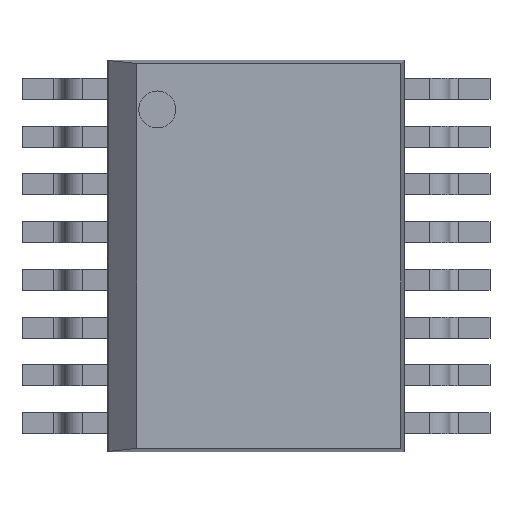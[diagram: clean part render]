
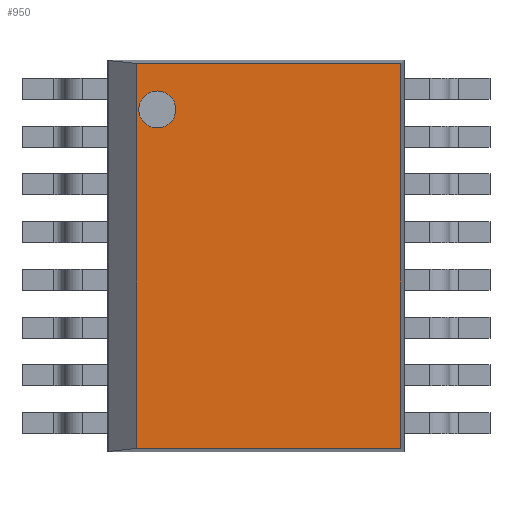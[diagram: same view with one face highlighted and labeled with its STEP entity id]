
A CAD part, top view. The second image highlights one B-rep face of the part: STEP entity #950.
In plain terms, the highlighted planar face has unit normal (0, 0, 1).
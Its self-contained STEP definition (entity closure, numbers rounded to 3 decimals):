
#576 = PLANE('',#577);
#577 = AXIS2_PLACEMENT_3D('',#578,#579,#580);
#578 = CARTESIAN_POINT('',(0.,4.1,0.53));
#579 = DIRECTION('',(0.,0.995,0.105));
#580 = DIRECTION('',(1.,0.,0.));
#629 = PLANE('',#630);
#630 = AXIS2_PLACEMENT_3D('',#631,#632,#633);
#631 = CARTESIAN_POINT('',(0.,0.,0.53));
#632 = DIRECTION('',(0.,0.995,-0.105));
#633 = DIRECTION('',(1.,0.,0.));
#720 = PLANE('',#721);
#721 = AXIS2_PLACEMENT_3D('',#722,#723,#724);
#722 = CARTESIAN_POINT('',(0.3,0.,0.86));
#723 = DIRECTION('',(-0.707,0.,0.707));
#724 = DIRECTION('',(-0.707,0.,-0.707));
#751 = PLANE('',#752);
#752 = AXIS2_PLACEMENT_3D('',#753,#754,#755);
#753 = CARTESIAN_POINT('',(3.1,0.,0.53));
#754 = DIRECTION('',(-0.995,0.,-0.105));
#755 = DIRECTION('',(0.,1.,0.));
#766 = VERTEX_POINT('',#767);
#767 = CARTESIAN_POINT('',(3.065,4.065,0.86));
#789 = VERTEX_POINT('',#790);
#790 = CARTESIAN_POINT('',(0.3,4.065,0.86));
#809 = EDGE_CURVE('',#789,#766,#810,.T.);
#810 = SURFACE_CURVE('',#811,(#815,#821),.PCURVE_S1.);
#811 = LINE('',#812,#813);
#812 = CARTESIAN_POINT('',(0.,4.065,0.86));
#813 = VECTOR('',#814,1.);
#814 = DIRECTION('',(1.,0.,0.));
#815 = PCURVE('',#576,#816);
#816 = DEFINITIONAL_REPRESENTATION('',(#817),#820);
#817 = B_SPLINE_CURVE_WITH_KNOTS('',1,(#818,#819),.UNSPECIFIED.,.F.,.F.,
  (2,2),(0.035,3.065),.PIECEWISE_BEZIER_KNOTS.);
#818 = CARTESIAN_POINT('',(0.035,-0.332));
#819 = CARTESIAN_POINT('',(3.065,-0.332));
#820 = ( GEOMETRIC_REPRESENTATION_CONTEXT(2) 
PARAMETRIC_REPRESENTATION_CONTEXT() REPRESENTATION_CONTEXT('2D SPACE',''
  ) );
#821 = PCURVE('',#822,#827);
#822 = PLANE('',#823);
#823 = AXIS2_PLACEMENT_3D('',#824,#825,#826);
#824 = CARTESIAN_POINT('',(0.,0.,0.86));
#825 = DIRECTION('',(0.,0.,1.));
#826 = DIRECTION('',(1.,0.,-0.));
#827 = DEFINITIONAL_REPRESENTATION('',(#828),#831);
#828 = B_SPLINE_CURVE_WITH_KNOTS('',1,(#829,#830),.UNSPECIFIED.,.F.,.F.,
  (2,2),(0.035,3.065),.PIECEWISE_BEZIER_KNOTS.);
#829 = CARTESIAN_POINT('',(0.035,4.065));
#830 = CARTESIAN_POINT('',(3.065,4.065));
#831 = ( GEOMETRIC_REPRESENTATION_CONTEXT(2) 
PARAMETRIC_REPRESENTATION_CONTEXT() REPRESENTATION_CONTEXT('2D SPACE',''
  ) );
#837 = VERTEX_POINT('',#838);
#838 = CARTESIAN_POINT('',(3.065,0.035,0.86));
#860 = VERTEX_POINT('',#861);
#861 = CARTESIAN_POINT('',(0.3,0.035,0.86));
#880 = EDGE_CURVE('',#860,#837,#881,.T.);
#881 = SURFACE_CURVE('',#882,(#886,#892),.PCURVE_S1.);
#882 = LINE('',#883,#884);
#883 = CARTESIAN_POINT('',(0.,0.035,0.86));
#884 = VECTOR('',#885,1.);
#885 = DIRECTION('',(1.,-0.,0.));
#886 = PCURVE('',#629,#887);
#887 = DEFINITIONAL_REPRESENTATION('',(#888),#891);
#888 = B_SPLINE_CURVE_WITH_KNOTS('',1,(#889,#890),.UNSPECIFIED.,.F.,.F.,
  (2,2),(0.035,3.065),.PIECEWISE_BEZIER_KNOTS.);
#889 = CARTESIAN_POINT('',(0.035,-0.332));
#890 = CARTESIAN_POINT('',(3.065,-0.332));
#891 = ( GEOMETRIC_REPRESENTATION_CONTEXT(2) 
PARAMETRIC_REPRESENTATION_CONTEXT() REPRESENTATION_CONTEXT('2D SPACE',''
  ) );
#892 = PCURVE('',#822,#893);
#893 = DEFINITIONAL_REPRESENTATION('',(#894),#897);
#894 = B_SPLINE_CURVE_WITH_KNOTS('',1,(#895,#896),.UNSPECIFIED.,.F.,.F.,
  (2,2),(0.035,3.065),.PIECEWISE_BEZIER_KNOTS.);
#895 = CARTESIAN_POINT('',(0.035,0.035));
#896 = CARTESIAN_POINT('',(3.065,0.035));
#897 = ( GEOMETRIC_REPRESENTATION_CONTEXT(2) 
PARAMETRIC_REPRESENTATION_CONTEXT() REPRESENTATION_CONTEXT('2D SPACE',''
  ) );
#903 = EDGE_CURVE('',#860,#789,#904,.T.);
#904 = SURFACE_CURVE('',#905,(#909,#916),.PCURVE_S1.);
#905 = LINE('',#906,#907);
#906 = CARTESIAN_POINT('',(0.3,0.,0.86));
#907 = VECTOR('',#908,1.);
#908 = DIRECTION('',(0.,1.,0.));
#909 = PCURVE('',#720,#910);
#910 = DEFINITIONAL_REPRESENTATION('',(#911),#915);
#911 = LINE('',#912,#913);
#912 = CARTESIAN_POINT('',(0.,0.));
#913 = VECTOR('',#914,1.);
#914 = DIRECTION('',(0.,-1.));
#915 = ( GEOMETRIC_REPRESENTATION_CONTEXT(2) 
PARAMETRIC_REPRESENTATION_CONTEXT() REPRESENTATION_CONTEXT('2D SPACE',''
  ) );
#916 = PCURVE('',#822,#917);
#917 = DEFINITIONAL_REPRESENTATION('',(#918),#922);
#918 = LINE('',#919,#920);
#919 = CARTESIAN_POINT('',(0.3,0.));
#920 = VECTOR('',#921,1.);
#921 = DIRECTION('',(0.,1.));
#922 = ( GEOMETRIC_REPRESENTATION_CONTEXT(2) 
PARAMETRIC_REPRESENTATION_CONTEXT() REPRESENTATION_CONTEXT('2D SPACE',''
  ) );
#932 = EDGE_CURVE('',#837,#766,#933,.T.);
#933 = SURFACE_CURVE('',#934,(#938,#944),.PCURVE_S1.);
#934 = LINE('',#935,#936);
#935 = CARTESIAN_POINT('',(3.065,0.,0.86));
#936 = VECTOR('',#937,1.);
#937 = DIRECTION('',(0.,1.,-0.));
#938 = PCURVE('',#751,#939);
#939 = DEFINITIONAL_REPRESENTATION('',(#940),#943);
#940 = B_SPLINE_CURVE_WITH_KNOTS('',1,(#941,#942),.UNSPECIFIED.,.F.,.F.,
  (2,2),(0.035,4.065),.PIECEWISE_BEZIER_KNOTS.);
#941 = CARTESIAN_POINT('',(0.035,-0.332));
#942 = CARTESIAN_POINT('',(4.065,-0.332));
#943 = ( GEOMETRIC_REPRESENTATION_CONTEXT(2) 
PARAMETRIC_REPRESENTATION_CONTEXT() REPRESENTATION_CONTEXT('2D SPACE',''
  ) );
#944 = PCURVE('',#822,#945);
#945 = DEFINITIONAL_REPRESENTATION('',(#946),#949);
#946 = B_SPLINE_CURVE_WITH_KNOTS('',1,(#947,#948),.UNSPECIFIED.,.F.,.F.,
  (2,2),(0.035,4.065),.PIECEWISE_BEZIER_KNOTS.);
#947 = CARTESIAN_POINT('',(3.065,0.035));
#948 = CARTESIAN_POINT('',(3.065,4.065));
#949 = ( GEOMETRIC_REPRESENTATION_CONTEXT(2) 
PARAMETRIC_REPRESENTATION_CONTEXT() REPRESENTATION_CONTEXT('2D SPACE',''
  ) );
#950 = ADVANCED_FACE('',(#951,#957),#822,.T.);
#951 = FACE_BOUND('',#952,.T.);
#952 = EDGE_LOOP('',(#953,#954,#955,#956));
#953 = ORIENTED_EDGE('',*,*,#809,.F.);
#954 = ORIENTED_EDGE('',*,*,#903,.F.);
#955 = ORIENTED_EDGE('',*,*,#880,.T.);
#956 = ORIENTED_EDGE('',*,*,#932,.T.);
#957 = FACE_BOUND('',#958,.T.);
#958 = EDGE_LOOP('',(#959));
#959 = ORIENTED_EDGE('',*,*,#960,.F.);
#960 = EDGE_CURVE('',#961,#961,#963,.T.);
#961 = VERTEX_POINT('',#962);
#962 = CARTESIAN_POINT('',(0.71,3.583,0.86));
#963 = SURFACE_CURVE('',#964,(#969,#976),.PCURVE_S1.);
#964 = CIRCLE('',#965,0.194);
#965 = AXIS2_PLACEMENT_3D('',#966,#967,#968);
#966 = CARTESIAN_POINT('',(0.517,3.583,0.86));
#967 = DIRECTION('',(0.,0.,1.));
#968 = DIRECTION('',(1.,0.,-0.));
#969 = PCURVE('',#822,#970);
#970 = DEFINITIONAL_REPRESENTATION('',(#971),#975);
#971 = CIRCLE('',#972,0.194);
#972 = AXIS2_PLACEMENT_2D('',#973,#974);
#973 = CARTESIAN_POINT('',(0.517,3.583));
#974 = DIRECTION('',(1.,0.));
#975 = ( GEOMETRIC_REPRESENTATION_CONTEXT(2) 
PARAMETRIC_REPRESENTATION_CONTEXT() REPRESENTATION_CONTEXT('2D SPACE',''
  ) );
#976 = PCURVE('',#977,#982);
#977 = CYLINDRICAL_SURFACE('',#978,0.194);
#978 = AXIS2_PLACEMENT_3D('',#979,#980,#981);
#979 = CARTESIAN_POINT('',(0.517,3.583,0.76));
#980 = DIRECTION('',(0.,0.,1.));
#981 = DIRECTION('',(1.,0.,-0.));
#982 = DEFINITIONAL_REPRESENTATION('',(#983),#987);
#983 = LINE('',#984,#985);
#984 = CARTESIAN_POINT('',(0.,0.1));
#985 = VECTOR('',#986,1.);
#986 = DIRECTION('',(1.,0.));
#987 = ( GEOMETRIC_REPRESENTATION_CONTEXT(2) 
PARAMETRIC_REPRESENTATION_CONTEXT() REPRESENTATION_CONTEXT('2D SPACE',''
  ) );
